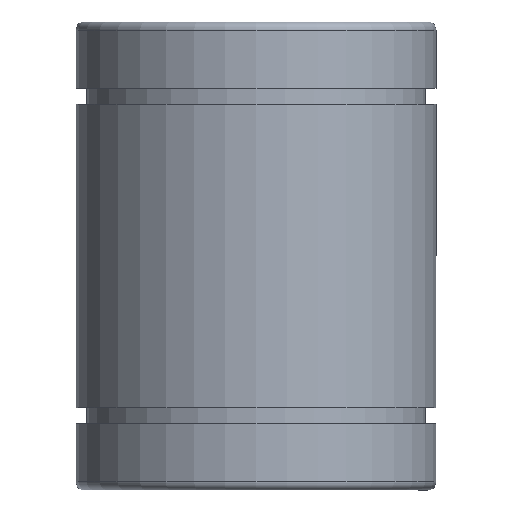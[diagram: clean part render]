
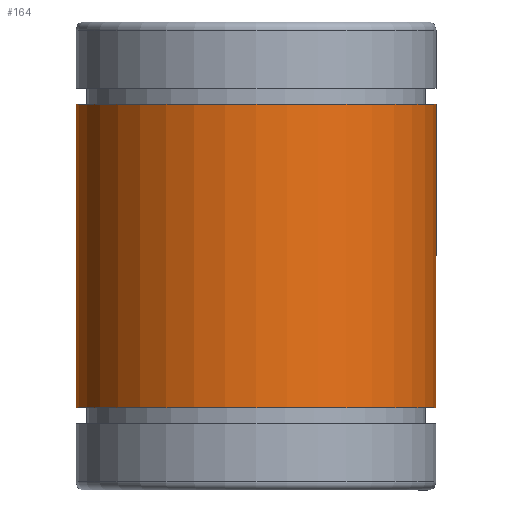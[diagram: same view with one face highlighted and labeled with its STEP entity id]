
A CAD part, left-side view. The second image highlights one B-rep face of the part: STEP entity #164.
In plain terms, the highlighted cylindrical face has radius 15.875 mm (diameter 31.75 mm), a partial arc.
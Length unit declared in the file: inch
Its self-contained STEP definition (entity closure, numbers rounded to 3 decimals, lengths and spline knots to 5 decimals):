
#7 = CARTESIAN_POINT ( 'NONE',  ( 0., 0., 0.78455 ) ) ;
#17 = ORIENTED_EDGE ( 'NONE', *, *, #534, .T. ) ;
#19 = CARTESIAN_POINT ( 'NONE',  ( 0., 0., -0.52695 ) ) ;
#46 = LINE ( 'NONE', #50, #219 ) ;
#50 = CARTESIAN_POINT ( 'NONE',  ( 0., 0.625, 0.78455 ) ) ;
#75 = AXIS2_PLACEMENT_3D ( 'NONE', #19, #775, #461 ) ;
#125 = DIRECTION ( 'NONE',  ( 0., -1., 0. ) ) ;
#164 = ADVANCED_FACE ( 'NONE', ( #430 ), #763, .T. ) ;
#165 = CARTESIAN_POINT ( 'NONE',  ( 0., 0.625, 0.52695 ) ) ;
#173 = CIRCLE ( 'NONE', #75, 0.625 ) ;
#183 = DIRECTION ( 'NONE',  ( 0., 0., 1. ) ) ;
#219 = VECTOR ( 'NONE', #483, 39.37008 ) ;
#244 = LINE ( 'NONE', #560, #749 ) ;
#321 = ORIENTED_EDGE ( 'NONE', *, *, #332, .F. ) ;
#332 = EDGE_CURVE ( 'NONE', #446, #773, #46, .T. ) ;
#350 = VERTEX_POINT ( 'NONE', #609 ) ;
#353 = ORIENTED_EDGE ( 'NONE', *, *, #623, .T. ) ;
#354 = AXIS2_PLACEMENT_3D ( 'NONE', #7, #641, #125 ) ;
#430 = FACE_OUTER_BOUND ( 'NONE', #667, .T. ) ;
#446 = VERTEX_POINT ( 'NONE', #767 ) ;
#461 = DIRECTION ( 'NONE',  ( 0., -1., 0. ) ) ;
#463 = ORIENTED_EDGE ( 'NONE', *, *, #795, .F. ) ;
#477 = DIRECTION ( 'NONE',  ( 0., 0., 1. ) ) ;
#483 = DIRECTION ( 'NONE',  ( 0., 0., 1. ) ) ;
#534 = EDGE_CURVE ( 'NONE', #350, #583, #244, .T. ) ;
#546 = CIRCLE ( 'NONE', #683, 0.625 ) ;
#560 = CARTESIAN_POINT ( 'NONE',  ( 0., -0.625, 0.78455 ) ) ;
#583 = VERTEX_POINT ( 'NONE', #754 ) ;
#609 = CARTESIAN_POINT ( 'NONE',  ( 0., -0.625, -0.52695 ) ) ;
#623 = EDGE_CURVE ( 'NONE', #446, #350, #173, .T. ) ;
#641 = DIRECTION ( 'NONE',  ( 0., 0., 1. ) ) ;
#667 = EDGE_LOOP ( 'NONE', ( #321, #353, #17, #463 ) ) ;
#678 = CARTESIAN_POINT ( 'NONE',  ( 0., 0., 0.52695 ) ) ;
#683 = AXIS2_PLACEMENT_3D ( 'NONE', #678, #477, #746 ) ;
#746 = DIRECTION ( 'NONE',  ( 0., -1., 0. ) ) ;
#749 = VECTOR ( 'NONE', #183, 39.37008 ) ;
#754 = CARTESIAN_POINT ( 'NONE',  ( 0., -0.625, 0.52695 ) ) ;
#763 = CYLINDRICAL_SURFACE ( 'NONE', #354, 0.625 ) ;
#767 = CARTESIAN_POINT ( 'NONE',  ( 0., 0.625, -0.52695 ) ) ;
#773 = VERTEX_POINT ( 'NONE', #165 ) ;
#775 = DIRECTION ( 'NONE',  ( 0., 0., 1. ) ) ;
#795 = EDGE_CURVE ( 'NONE', #773, #583, #546, .T. ) ;
